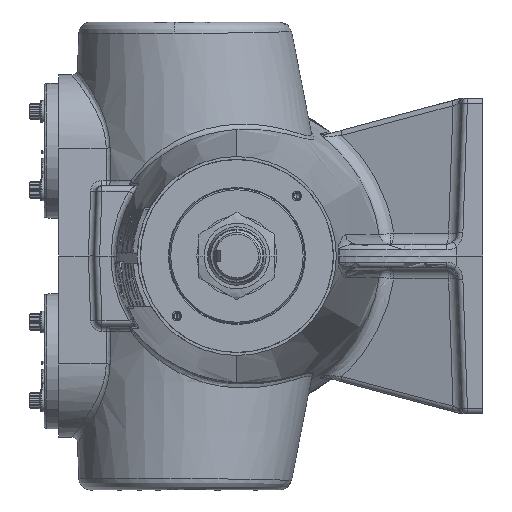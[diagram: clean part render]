
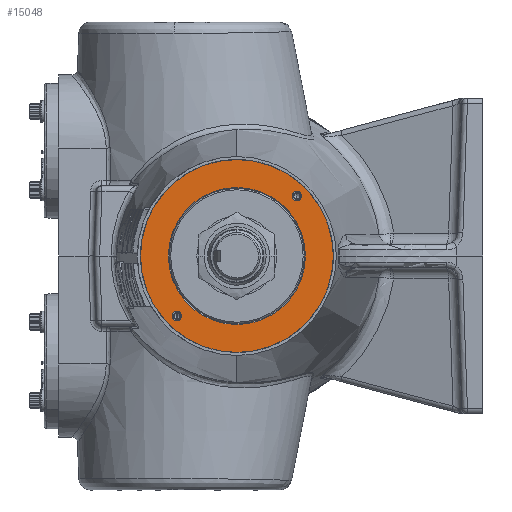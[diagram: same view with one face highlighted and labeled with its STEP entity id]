
A CAD part, left-side view. The second image highlights one B-rep face of the part: STEP entity #15048.
In plain terms, the highlighted planar face has unit normal (-1, 0, 0).
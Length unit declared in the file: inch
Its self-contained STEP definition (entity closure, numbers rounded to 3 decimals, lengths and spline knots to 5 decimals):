
#1304 = ORIENTED_EDGE ( 'NONE', *, *, #25744, .F. ) ;
#2497 = ORIENTED_EDGE ( 'NONE', *, *, #86346, .F. ) ;
#2593 = ORIENTED_EDGE ( 'NONE', *, *, #57445, .T. ) ;
#2813 = CIRCLE ( 'NONE', #42399, 1.46425 ) ;
#3497 = ORIENTED_EDGE ( 'NONE', *, *, #25875, .T. ) ;
#3588 = ORIENTED_EDGE ( 'NONE', *, *, #25905, .F. ) ;
#4487 = AXIS2_PLACEMENT_3D ( 'NONE', #55890, #55878, #55770 ) ;
#5897 = CARTESIAN_POINT ( 'NONE',  ( -11.39803, -1.28163, 1.18113 ) ) ;
#7705 = AXIS2_PLACEMENT_3D ( 'NONE', #85368, #85274, #85154 ) ;
#10101 = EDGE_LOOP ( 'NONE', ( #89335, #90702 ) ) ;
#13380 = AXIS2_PLACEMENT_3D ( 'NONE', #37920, #37709, #37685 ) ;
#14608 = CARTESIAN_POINT ( 'NONE',  ( -11.39803, 0., -2.06 ) ) ;
#15048 = ADVANCED_FACE ( 'NONE', ( #45619, #45281, #45521, #45696 ), #56963, .F. ) ;
#17917 = CARTESIAN_POINT ( 'NONE',  ( -11.39803, 1.28163, -1.38213 ) ) ;
#18098 = VERTEX_POINT ( 'NONE', #33964 ) ;
#18833 = EDGE_CURVE ( 'NONE', #77531, #53146, #2813, .T. ) ;
#19557 = ORIENTED_EDGE ( 'NONE', *, *, #53488, .F. ) ;
#20166 = VERTEX_POINT ( 'NONE', #14608 ) ;
#20546 = DIRECTION ( 'NONE',  ( 0., 0., 1. ) ) ;
#20567 = DIRECTION ( 'NONE',  ( -1., 0., 0. ) ) ;
#20670 = CARTESIAN_POINT ( 'NONE',  ( -11.39803, 0., 0. ) ) ;
#23082 = DIRECTION ( 'NONE',  ( 0., 0., 1. ) ) ;
#23106 = DIRECTION ( 'NONE',  ( -1., 0., 0. ) ) ;
#23199 = CARTESIAN_POINT ( 'NONE',  ( -11.39803, -1.28163, 1.28163 ) ) ;
#24026 = DIRECTION ( 'NONE',  ( 0., 0., 1. ) ) ;
#24134 = DIRECTION ( 'NONE',  ( -1., 0., 0. ) ) ;
#24235 = CARTESIAN_POINT ( 'NONE',  ( -11.39803, 0., 0. ) ) ;
#25744 = EDGE_CURVE ( 'NONE', #76155, #75071, #77096, .T. ) ;
#25875 = EDGE_CURVE ( 'NONE', #20166, #18098, #69376, .T. ) ;
#25905 = EDGE_CURVE ( 'NONE', #79418, #78729, #69544, .T. ) ;
#26767 = CIRCLE ( 'NONE', #33028, 2.06 ) ;
#29299 = EDGE_LOOP ( 'NONE', ( #1304, #2497 ) ) ;
#31912 = EDGE_LOOP ( 'NONE', ( #2593, #3497 ) ) ;
#33028 = AXIS2_PLACEMENT_3D ( 'NONE', #20670, #20567, #20546 ) ;
#33964 = CARTESIAN_POINT ( 'NONE',  ( -11.39803, 0., 2.06 ) ) ;
#37685 = DIRECTION ( 'NONE',  ( 0., 0., 1. ) ) ;
#37709 = DIRECTION ( 'NONE',  ( -1., 0., 0. ) ) ;
#37920 = CARTESIAN_POINT ( 'NONE',  ( -11.39803, 1.28163, -1.28163 ) ) ;
#39249 = EDGE_LOOP ( 'NONE', ( #3588, #19557 ) ) ;
#40739 = CARTESIAN_POINT ( 'NONE',  ( -11.39803, 0., 1.46425 ) ) ;
#41513 = CIRCLE ( 'NONE', #56799, 1.46425 ) ;
#42399 = AXIS2_PLACEMENT_3D ( 'NONE', #76713, #76694, #76581 ) ;
#45242 = CARTESIAN_POINT ( 'NONE',  ( -11.39803, -1.28163, 1.28163 ) ) ;
#45281 = FACE_BOUND ( 'NONE', #29299, .T. ) ;
#45521 = FACE_OUTER_BOUND ( 'NONE', #31912, .T. ) ;
#45619 = FACE_BOUND ( 'NONE', #10101, .T. ) ;
#45696 = FACE_BOUND ( 'NONE', #39249, .T. ) ;
#46026 = DIRECTION ( 'NONE',  ( 0., 0., 1. ) ) ;
#46112 = DIRECTION ( 'NONE',  ( -1., 0., 0. ) ) ;
#53146 = VERTEX_POINT ( 'NONE', #55066 ) ;
#53488 = EDGE_CURVE ( 'NONE', #78729, #79418, #75880, .T. ) ;
#55066 = CARTESIAN_POINT ( 'NONE',  ( -11.39803, 0., -1.46425 ) ) ;
#55770 = DIRECTION ( 'NONE',  ( 0., 0., -1. ) ) ;
#55878 = DIRECTION ( 'NONE',  ( 1., 0., 0. ) ) ;
#55890 = CARTESIAN_POINT ( 'NONE',  ( -11.39803, 1.43425, 0. ) ) ;
#56799 = AXIS2_PLACEMENT_3D ( 'NONE', #64162, #64074, #63976 ) ;
#56963 = PLANE ( 'NONE',  #4487 ) ;
#57445 = EDGE_CURVE ( 'NONE', #18098, #20166, #26767, .T. ) ;
#60480 = AXIS2_PLACEMENT_3D ( 'NONE', #24235, #24134, #24026 ) ;
#63976 = DIRECTION ( 'NONE',  ( 0., 0., -1. ) ) ;
#64074 = DIRECTION ( 'NONE',  ( 1., 0., 0. ) ) ;
#64162 = CARTESIAN_POINT ( 'NONE',  ( -11.39803, 0., 0. ) ) ;
#64750 = AXIS2_PLACEMENT_3D ( 'NONE', #23199, #23106, #23082 ) ;
#67031 = AXIS2_PLACEMENT_3D ( 'NONE', #45242, #46112, #46026 ) ;
#67131 = EDGE_CURVE ( 'NONE', #53146, #77531, #41513, .T. ) ;
#69376 = CIRCLE ( 'NONE', #60480, 2.06 ) ;
#69544 = CIRCLE ( 'NONE', #64750, 0.1005 ) ;
#75071 = VERTEX_POINT ( 'NONE', #17917 ) ;
#75880 = CIRCLE ( 'NONE', #67031, 0.1005 ) ;
#76155 = VERTEX_POINT ( 'NONE', #89363 ) ;
#76581 = DIRECTION ( 'NONE',  ( 0., 0., -1. ) ) ;
#76694 = DIRECTION ( 'NONE',  ( 1., 0., 0. ) ) ;
#76713 = CARTESIAN_POINT ( 'NONE',  ( -11.39803, 0., 0. ) ) ;
#77096 = CIRCLE ( 'NONE', #13380, 0.1005 ) ;
#77531 = VERTEX_POINT ( 'NONE', #40739 ) ;
#78519 = CIRCLE ( 'NONE', #7705, 0.1005 ) ;
#78729 = VERTEX_POINT ( 'NONE', #5897 ) ;
#79418 = VERTEX_POINT ( 'NONE', #83360 ) ;
#83360 = CARTESIAN_POINT ( 'NONE',  ( -11.39803, -1.28163, 1.38213 ) ) ;
#85154 = DIRECTION ( 'NONE',  ( 0., 0., 1. ) ) ;
#85274 = DIRECTION ( 'NONE',  ( -1., 0., 0. ) ) ;
#85368 = CARTESIAN_POINT ( 'NONE',  ( -11.39803, 1.28163, -1.28163 ) ) ;
#86346 = EDGE_CURVE ( 'NONE', #75071, #76155, #78519, .T. ) ;
#89335 = ORIENTED_EDGE ( 'NONE', *, *, #18833, .T. ) ;
#89363 = CARTESIAN_POINT ( 'NONE',  ( -11.39803, 1.28163, -1.18113 ) ) ;
#90702 = ORIENTED_EDGE ( 'NONE', *, *, #67131, .T. ) ;
